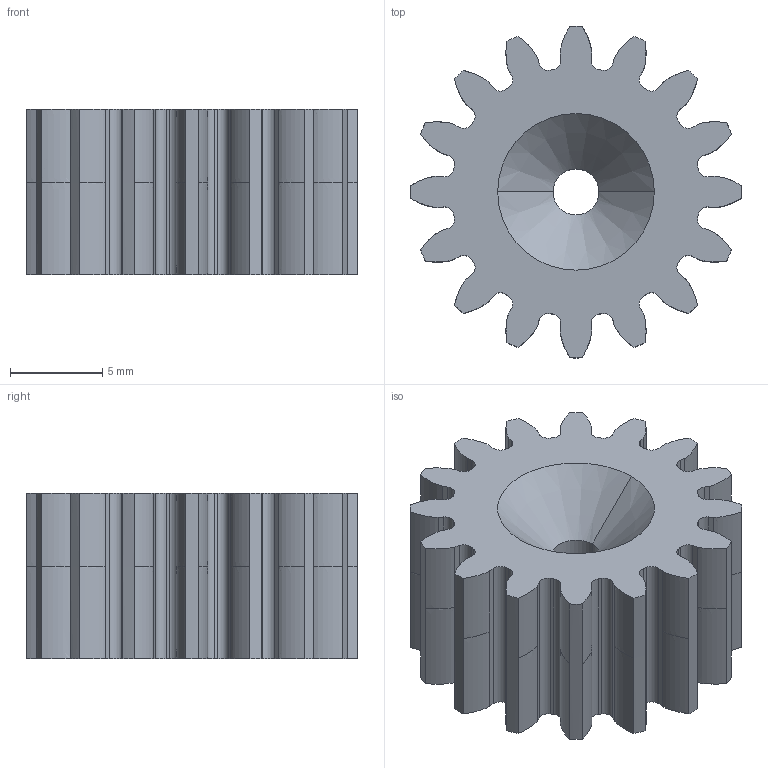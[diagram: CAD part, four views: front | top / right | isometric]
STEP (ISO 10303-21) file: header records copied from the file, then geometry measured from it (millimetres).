
FILE_DESCRIPTION((''),'2;1');
FILE_NAME('GEAR_16_TEETH','2024-02-12T12:56:36',('Mathias'),(''),'CREO PARAMETRIC BY PTC INC, 2021404','CREO PARAMETRIC BY PTC INC, 2021404','');
FILE_SCHEMA(('CONFIG_CONTROL_DESIGN'));
Length unit declared in the file: millimetre
Products named in the file (1): GEAR_16_TEETH
Bounding box: 18 x 18 x 9 mm (x, y, z)
Volume: 1619.4 mm3; surface area: 1360.3 mm2
Topology: 1 solids, 1 shells, 171 faces, 500 edges, 332 vertices
Faces by surface type: cylinder 68, extrusion 64, plane 35, cone 4
Entity records: 17067 total; most frequent: CARTESIAN_POINT 12538, ORIENTED_EDGE 1000, DIRECTION 822, EDGE_CURVE 500, VERTEX_POINT 332, VECTOR 328, LINE 264, AXIS2_PLACEMENT_3D 247
